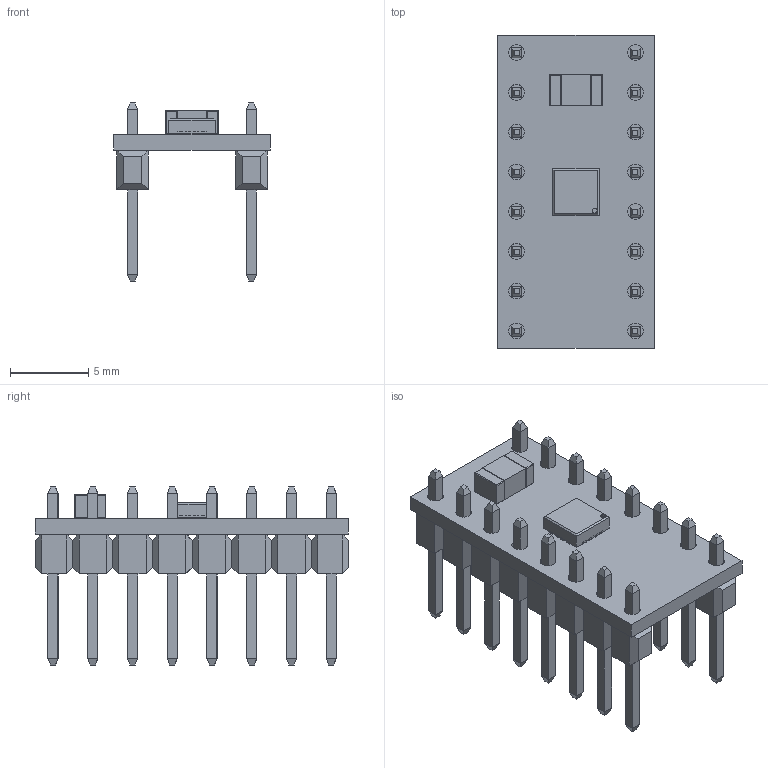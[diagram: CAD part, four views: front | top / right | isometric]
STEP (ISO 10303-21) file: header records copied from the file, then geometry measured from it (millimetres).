
FILE_DESCRIPTION(('FreeCAD Model'),'2;1');
FILE_NAME('Open CASCADE Shape Model','2021-11-30T18:56:56',( 'kicad StepUp'),('ksu MCAD'),'Open CASCADE STEP processor 7.5', 'FreeCAD','Unknown');
FILE_SCHEMA(('AUTOMOTIVE_DESIGN { 1 0 10303 214 1 1 1 1 }'));
Length unit declared in the file: millimetre
Products named in the file (1): AE_TC78H653FTG_v3_cp
Bounding box: 10 x 20.03 x 11.38 mm (x, y, z)
Volume: 461.1 mm3; surface area: 1413.9 mm2
Topology: 39 solids, 39 shells, 640 faces, 1319 edges, 758 vertices
Faces by surface type: plane 567, cylinder 57, sphere 16
Full cylindrical faces by diameter (mm): 0.3 x1, 1 x16
Entity records: 20983 total; most frequent: CARTESIAN_POINT 2718, DIRECTION 2715, ORIENTED_EDGE 2638, EDGE_CURVE 1319, LINE 1205, VECTOR 1205, VERTEX_POINT 758, AXIS2_PLACEMENT_3D 755
